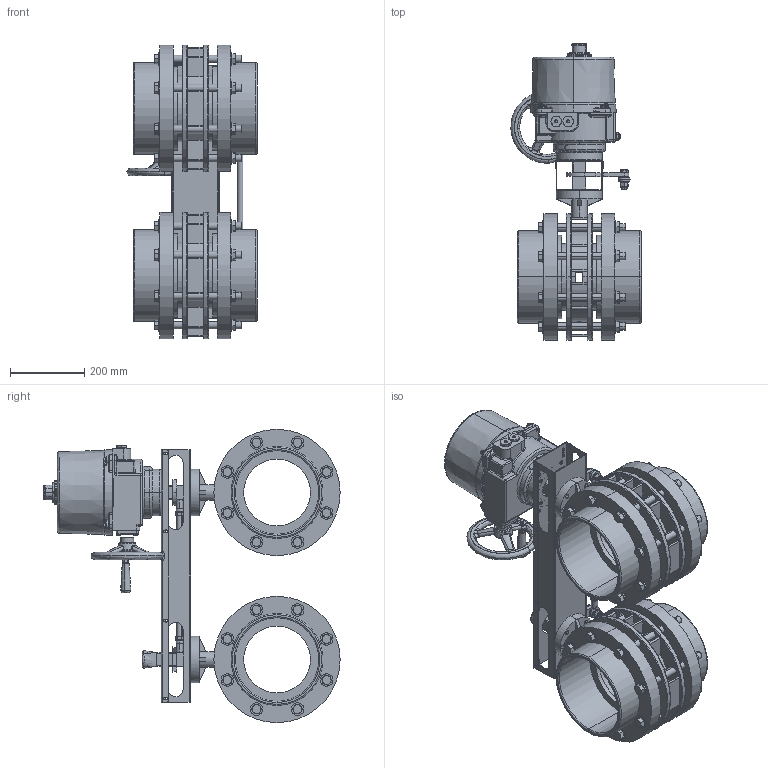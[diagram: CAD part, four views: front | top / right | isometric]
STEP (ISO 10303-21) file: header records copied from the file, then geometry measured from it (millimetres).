
FILE_DESCRIPTION (( 'STEP AP214' ), '1' );
FILE_NAME ('200.549.225 twv 225 450 VDL.STEP', '2021-09-30T10:11:06', ( '' ), ( '' ), 'SwSTEP 2.0', 'SolidWorks 2018', '' );
FILE_SCHEMA (( 'AUTOMOTIVE_DESIGN' ));
Length unit declared in the file: millimetre
Products named in the file (1): 200.549.225 twv 225 450 VDL
Bounding box: 350.76 x 798 x 790 mm (x, y, z)
Surface area: 3013930.4 mm2 (no closed solid volume)
Topology: 0 solids, 87 shells, 2111 faces, 7434 edges, 5096 vertices
Faces by surface type: plane 762, cylinder 756, cone 251, bspline 246, torus 88, sphere 8
Entity records: 145634 total; most frequent: CARTESIAN_POINT 62567, ORIENTED_EDGE 12083, DIRECTION 11359, EDGE_CURVE 7398, VERTEX_POINT 5096, AXIS2_PLACEMENT_3D 4192, VECTOR 2975, LINE 2975
